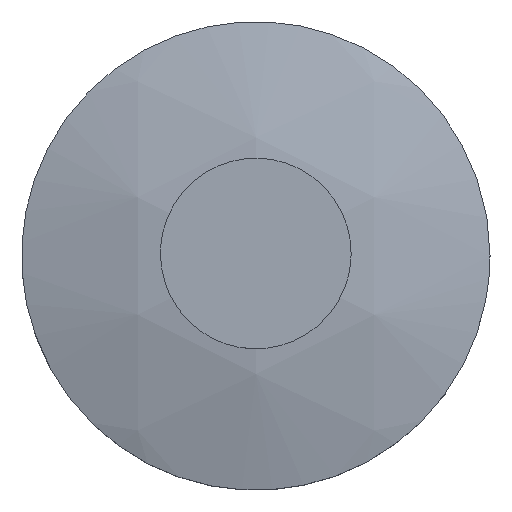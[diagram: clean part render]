
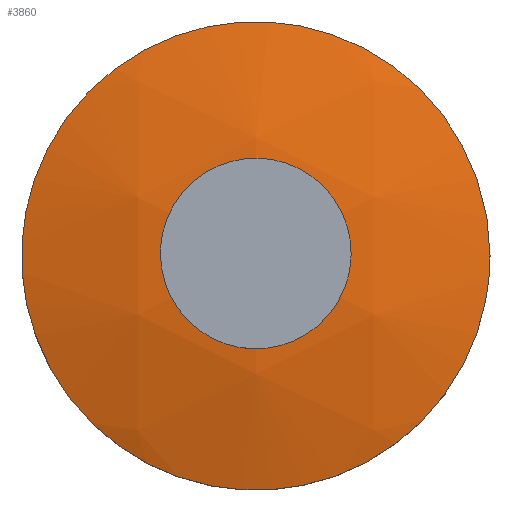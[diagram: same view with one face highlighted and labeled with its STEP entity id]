
A CAD part, top view. The second image highlights one B-rep face of the part: STEP entity #3860.
In plain terms, the highlighted spherical face has radius 83.18 mm.
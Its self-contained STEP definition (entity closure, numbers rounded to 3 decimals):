
#3650 = CARTESIAN_POINT ('', (25.4, 0., 11.027));
#3660 = VERTEX_POINT ('', #3650);
#3670 = CARTESIAN_POINT ('', (25.4, 0., 11.027));
#3680 = CARTESIAN_POINT ('', (25.4, 25.4, 11.027));
#3690 = CARTESIAN_POINT ('', (0., 25.4, 11.027));
#3700 = CARTESIAN_POINT ('', (-25.4, 25.4, 11.027));
#3710 = CARTESIAN_POINT ('', (-25.4, 0., 11.027));
#3720 = CARTESIAN_POINT ('', (-25.4, -25.4, 11.027));
#3730 = CARTESIAN_POINT ('', (0., -25.4, 11.027));
#3740 = CARTESIAN_POINT ('', (25.4, -25.4, 11.027));
#3750 = CARTESIAN_POINT ('', (25.4, 0., 11.027));
#3760 = (
   BOUNDED_CURVE ()
   B_SPLINE_CURVE (2, (#3670, #3680, #3690, #3700, #3710, #3720, #3730, #3740, #3750), .UNSPECIFIED., .T., .U.)
   B_SPLINE_CURVE_WITH_KNOTS ((3, 2, 2, 2, 3), (0., 1.571, 3.142, 4.712, 6.283), .UNSPECIFIED.)
   CURVE ()
   GEOMETRIC_REPRESENTATION_ITEM ()
   RATIONAL_B_SPLINE_CURVE ((1., 0.707, 1., 0.707, 1., 0.707, 1., 0.707, 1.))
   REPRESENTATION_ITEM ('')
);
#3770 = EDGE_CURVE ('', #3660, #3660, #3760, .T.);
#3780 = ORIENTED_EDGE ('', *, *, #3770, .T.);
#3790 = EDGE_LOOP ('', (#3780));
#3800 = FACE_OUTER_BOUND ('', #3790, .T.);
#3810 = CARTESIAN_POINT ('', (0., 0., -68.18));
#3820 = DIRECTION ('', (-1., 0., 0.));
#3830 = DIRECTION ('', (0., -1., 0.));
#3840 = AXIS2_PLACEMENT_3D ('', #3810, #3820, #3830);
#3850 = SPHERICAL_SURFACE ('', #3840, 83.18);
#3860 = ADVANCED_FACE ('', (#3800), #3850, .T.);
